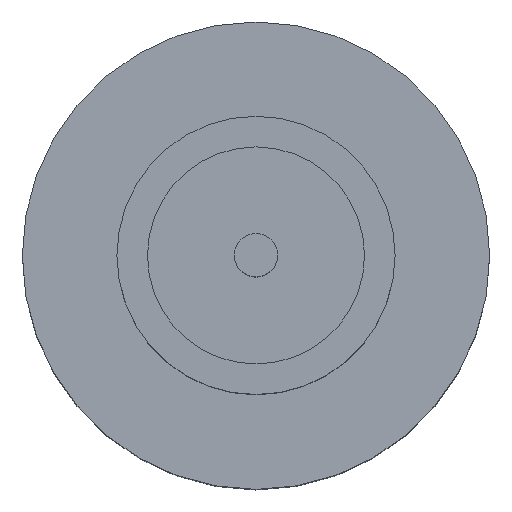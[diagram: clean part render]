
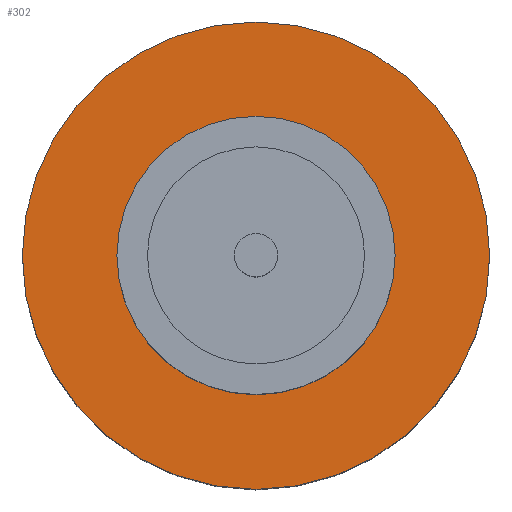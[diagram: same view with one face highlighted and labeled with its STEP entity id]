
A CAD part, top view. The second image highlights one B-rep face of the part: STEP entity #302.
In plain terms, the highlighted planar face has unit normal (0, 0, 1).
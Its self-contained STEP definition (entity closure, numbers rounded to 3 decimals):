
#17 = DIRECTION ( 'NONE',  ( 0., 0., 1. ) ) ;
#53 = CARTESIAN_POINT ( 'NONE',  ( 0., 0., 1.55 ) ) ;
#80 = VERTEX_POINT ( 'NONE', #267 ) ;
#90 = VERTEX_POINT ( 'NONE', #680 ) ;
#104 = CIRCLE ( 'NONE', #182, 2.1 ) ;
#106 = DIRECTION ( 'NONE',  ( 1., 0., 0. ) ) ;
#124 = FACE_OUTER_BOUND ( 'NONE', #661, .T. ) ;
#144 = CARTESIAN_POINT ( 'NONE',  ( 0., 0., 1.55 ) ) ;
#157 = ORIENTED_EDGE ( 'NONE', *, *, #640, .F. ) ;
#166 = DIRECTION ( 'NONE',  ( 0., 0., 1. ) ) ;
#178 = EDGE_CURVE ( 'NONE', #601, #535, #715, .T. ) ;
#182 = AXIS2_PLACEMENT_3D ( 'NONE', #294, #773, #296 ) ;
#194 = AXIS2_PLACEMENT_3D ( 'NONE', #264, #200, #388 ) ;
#200 = DIRECTION ( 'NONE',  ( 0., 0., 1. ) ) ;
#210 = AXIS2_PLACEMENT_3D ( 'NONE', #370, #166, #231 ) ;
#225 = CIRCLE ( 'NONE', #791, 2.1 ) ;
#231 = DIRECTION ( 'NONE',  ( 1., 0., 0. ) ) ;
#254 = EDGE_LOOP ( 'NONE', ( #319, #157 ) ) ;
#264 = CARTESIAN_POINT ( 'NONE',  ( 0., 0., 1.55 ) ) ;
#266 = ORIENTED_EDGE ( 'NONE', *, *, #366, .T. ) ;
#267 = CARTESIAN_POINT ( 'NONE',  ( -2.1, 0., 1.55 ) ) ;
#294 = CARTESIAN_POINT ( 'NONE',  ( 0., 0., 1.55 ) ) ;
#296 = DIRECTION ( 'NONE',  ( 1., 0., 0. ) ) ;
#302 = ADVANCED_FACE ( 'NONE', ( #486, #124 ), #698, .T. ) ;
#306 = EDGE_CURVE ( 'NONE', #90, #80, #104, .T. ) ;
#319 = ORIENTED_EDGE ( 'NONE', *, *, #178, .F. ) ;
#366 = EDGE_CURVE ( 'NONE', #80, #90, #225, .T. ) ;
#370 = CARTESIAN_POINT ( 'NONE',  ( 0., 0., 1.55 ) ) ;
#379 = CIRCLE ( 'NONE', #194, 1.25 ) ;
#388 = DIRECTION ( 'NONE',  ( 1., 0., 0. ) ) ;
#440 = DIRECTION ( 'NONE',  ( 0., 0., 1. ) ) ;
#486 = FACE_BOUND ( 'NONE', #254, .T. ) ;
#535 = VERTEX_POINT ( 'NONE', #539 ) ;
#539 = CARTESIAN_POINT ( 'NONE',  ( -1.25, 0., 1.55 ) ) ;
#557 = DIRECTION ( 'NONE',  ( 1., 0., 0. ) ) ;
#601 = VERTEX_POINT ( 'NONE', #728 ) ;
#640 = EDGE_CURVE ( 'NONE', #535, #601, #379, .T. ) ;
#656 = ORIENTED_EDGE ( 'NONE', *, *, #306, .T. ) ;
#661 = EDGE_LOOP ( 'NONE', ( #266, #656 ) ) ;
#680 = CARTESIAN_POINT ( 'NONE',  ( 2.1, 0., 1.55 ) ) ;
#698 = PLANE ( 'NONE',  #210 ) ;
#712 = AXIS2_PLACEMENT_3D ( 'NONE', #144, #17, #557 ) ;
#715 = CIRCLE ( 'NONE', #712, 1.25 ) ;
#728 = CARTESIAN_POINT ( 'NONE',  ( 1.25, 0., 1.55 ) ) ;
#773 = DIRECTION ( 'NONE',  ( 0., 0., 1. ) ) ;
#791 = AXIS2_PLACEMENT_3D ( 'NONE', #53, #440, #106 ) ;
